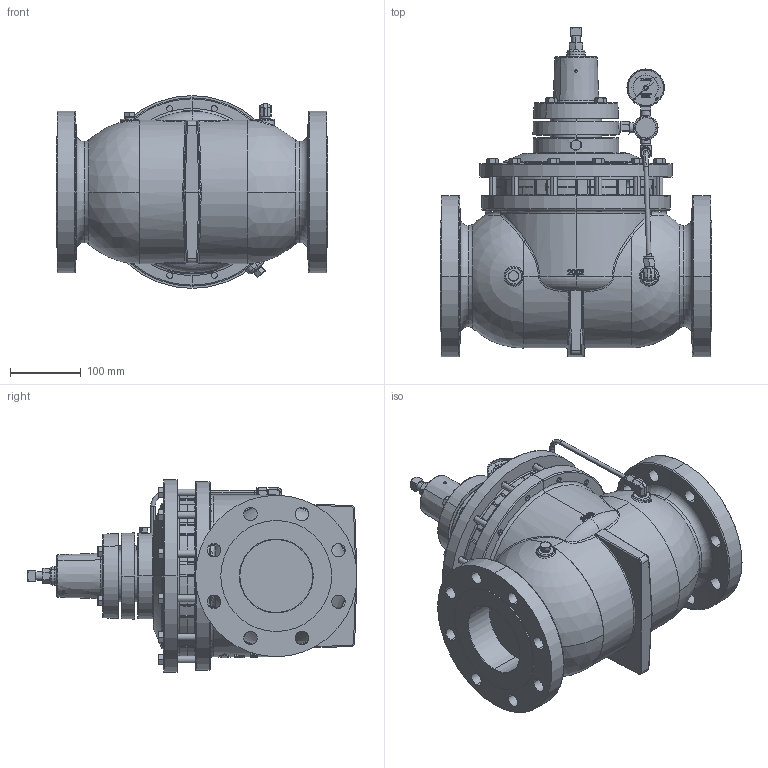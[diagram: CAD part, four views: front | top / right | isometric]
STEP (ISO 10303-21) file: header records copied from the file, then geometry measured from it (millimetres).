
FILE_DESCRIPTION (( 'STEP AP203' ), '1' );
FILE_NAME ('4 INCH 418 FGT BP-D (AAX).step', '2013-11-07T14:48:03', ( 'PCTech' ), ( 'Microsoft' ), 'SwSTEP 2.0', 'SolidWorks 2013', '' );
FILE_SCHEMA (( 'CONFIG_CONTROL_DESIGN' ));
Products named in the file (1): 4 INCH 418 FGT BP-D (AAX)
Bounding box: 384.18 x 467.22 x 273.05 mm (x, y, z)
Surface area: 835075.7 mm2 (no closed solid volume)
Topology: 0 solids, 82 shells, 1284 faces, 4840 edges, 3519 vertices
Faces by surface type: plane 483, cylinder 253, bspline 242, cone 205, torus 91, sphere 10
Entity records: 72270 total; most frequent: CARTESIAN_POINT 36284, ORIENTED_EDGE 7210, DIRECTION 6398, EDGE_CURVE 4837, VERTEX_POINT 3517, AXIS2_PLACEMENT_3D 2373, VECTOR 1652, LINE 1652
